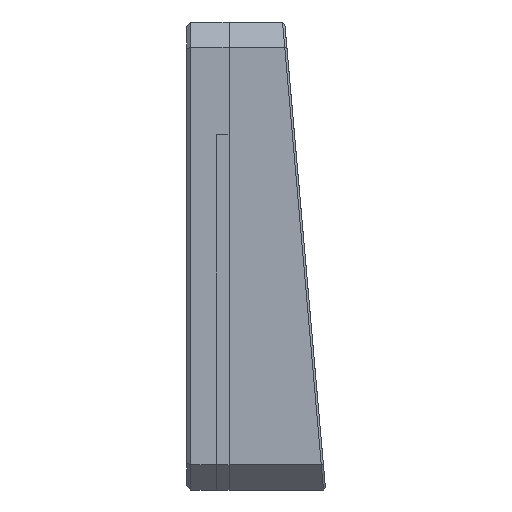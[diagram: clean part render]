
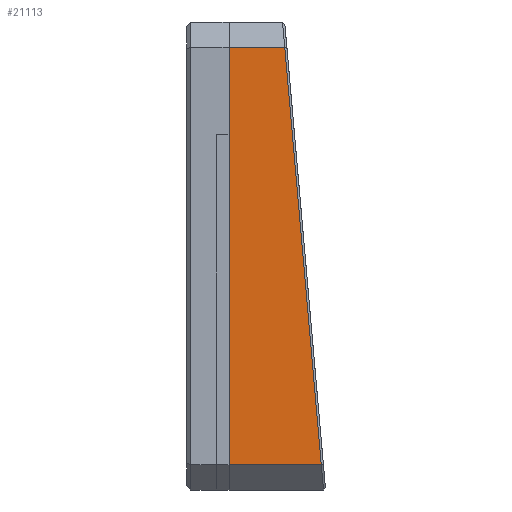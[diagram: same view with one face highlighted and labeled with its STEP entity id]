
A CAD part, left-side view. The second image highlights one B-rep face of the part: STEP entity #21113.
In plain terms, the highlighted planar face has unit normal (-1, 0, 0).
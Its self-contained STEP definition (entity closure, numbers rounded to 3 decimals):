
#758=PLANE('',#23119);
#1771=FACE_OUTER_BOUND('',#3085,.T.);
#3085=EDGE_LOOP('',(#18740,#18741,#18742,#18743));
#5129=LINE('',#35116,#7189);
#5146=LINE('',#35154,#7206);
#5148=LINE('',#35158,#7208);
#5149=LINE('',#35159,#7209);
#7189=VECTOR('',#28767,10.);
#7206=VECTOR('',#28800,10.);
#7208=VECTOR('',#28804,10.);
#7209=VECTOR('',#28805,10.);
#10287=VERTEX_POINT('',#35113);
#10288=VERTEX_POINT('',#35115);
#10301=VERTEX_POINT('',#35153);
#10302=VERTEX_POINT('',#35157);
#13189=EDGE_CURVE('',#10287,#10288,#5129,.T.);
#13210=EDGE_CURVE('',#10288,#10301,#5146,.T.);
#13212=EDGE_CURVE('',#10302,#10287,#5148,.T.);
#13213=EDGE_CURVE('',#10302,#10301,#5149,.T.);
#18740=ORIENTED_EDGE('',*,*,#13189,.F.);
#18741=ORIENTED_EDGE('',*,*,#13212,.F.);
#18742=ORIENTED_EDGE('',*,*,#13213,.T.);
#18743=ORIENTED_EDGE('',*,*,#13210,.F.);
#21113=ADVANCED_FACE('',(#1771),#758,.T.);
#23119=AXIS2_PLACEMENT_3D('',#35156,#28802,#28803);
#28767=DIRECTION('',(0.,-0.087,-0.996));
#28800=DIRECTION('',(0.,1.,0.));
#28802=DIRECTION('center_axis',(-1.,0.,0.));
#28803=DIRECTION('ref_axis',(0.,0.,1.));
#28804=DIRECTION('',(0.,-1.,0.));
#28805=DIRECTION('',(0.,0.,-1.));
#35113=CARTESIAN_POINT('',(-7.5,-12.683,-0.133));
#35115=CARTESIAN_POINT('',(-7.5,-21.276,-98.358));
#35116=CARTESIAN_POINT('',(-7.5,-14.547,-21.449));
#35153=CARTESIAN_POINT('',(-7.5,0.44,-98.358));
#35154=CARTESIAN_POINT('',(-7.5,-16.617,-98.358));
#35156=CARTESIAN_POINT('Origin',(-7.5,-10.931,-49.246));
#35157=CARTESIAN_POINT('',(-7.5,0.44,-0.133));
#35158=CARTESIAN_POINT('',(-7.5,-5.245,-0.133));
#35159=CARTESIAN_POINT('',(-7.5,0.44,5.867));
